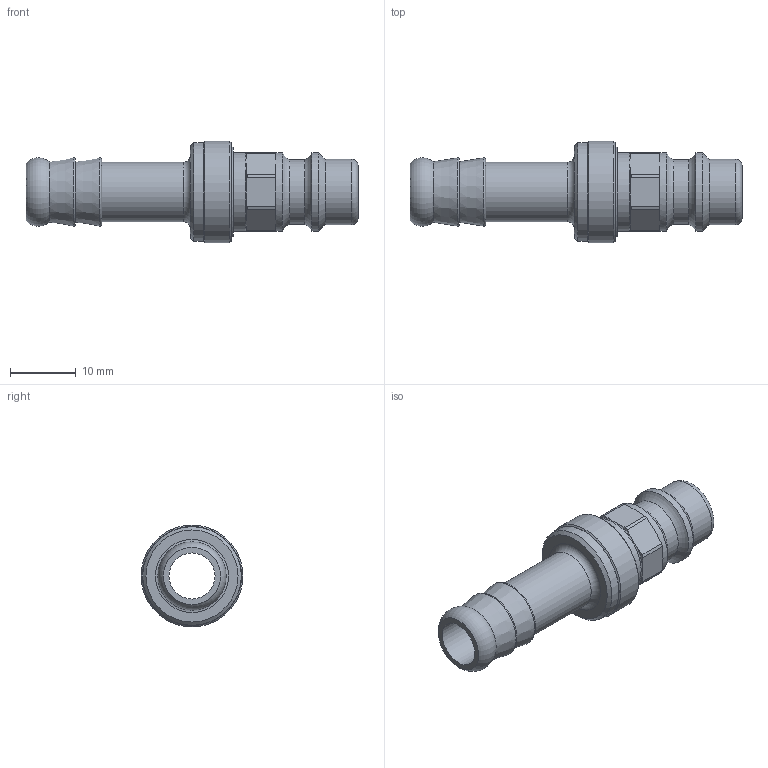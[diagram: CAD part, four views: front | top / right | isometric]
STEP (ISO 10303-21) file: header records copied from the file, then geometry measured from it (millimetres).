
FILE_DESCRIPTION((''),'2;1');
FILE_NAME('26sftf09mxx8.stp','2013-05-21T13:56:34',('IA176480'),(''),'Autodesk Inventor 2011','Autodesk Inventor 2011','');
FILE_SCHEMA(('AUTOMOTIVE_DESIGN { 1 0 10303 214 1 1 1 1 }'));
Length unit declared in the file: millimetre
Products named in the file (3): D106594; D106535; D103012
Assembly tree (2 placements, depth 2):
  D106594
    D106535
    D103012
Bounding box: 50.5 x 15.5 x 15.5 mm (x, y, z)
Volume: 2844.5 mm3; surface area: 3554.4 mm2
Topology: 2 solids, 2 shells, 69 faces, 153 edges, 93 vertices
Faces by surface type: cone 24, cylinder 20, plane 17, torus 8
Full cylindrical faces by diameter (mm): 7 x1, 9.1 x1, 9.75 x1, 10 x1, 11.9 x1, 12 x2, 13.85 x1, 14 x1, 14.05 x1, 15 x1, 15.5 x1
Entity records: 1871 total; most frequent: CARTESIAN_POINT 426, DIRECTION 300, ORIENTED_EDGE 248, AXIS2_PLACEMENT_3D 142, EDGE_CURVE 124, EDGE_LOOP 106, VERTEX_POINT 92, FACE_OUTER_BOUND 69
